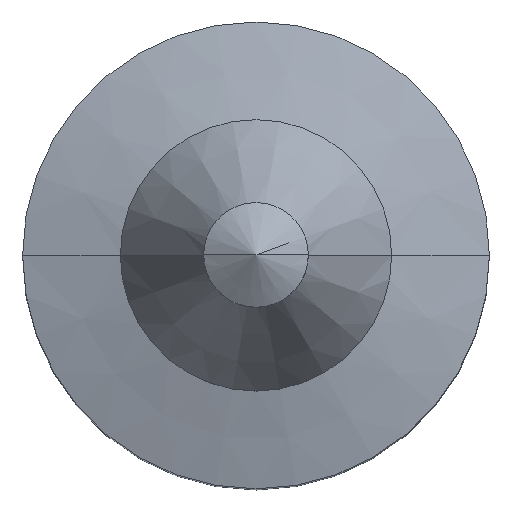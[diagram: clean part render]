
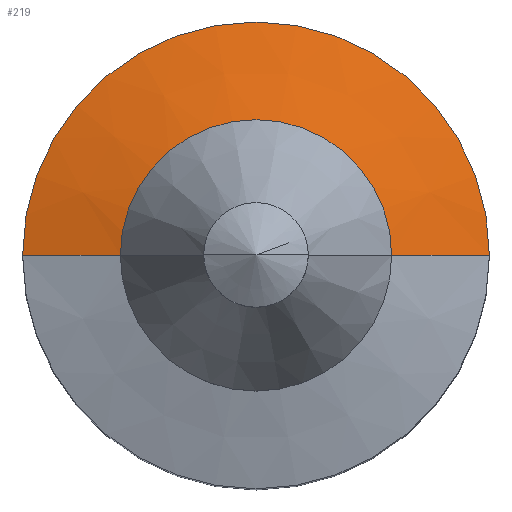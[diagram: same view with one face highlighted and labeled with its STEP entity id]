
A CAD part, top view. The second image highlights one B-rep face of the part: STEP entity #219.
In plain terms, the highlighted conical face has half-angle 75 degrees and reference radius 12.5 mm.
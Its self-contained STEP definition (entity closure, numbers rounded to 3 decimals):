
#35 = DIRECTION ( 'NONE',  ( -1., 0., 0. ) ) ;
#36 = DIRECTION ( 'NONE',  ( 0., 0., -1. ) ) ;
#37 = CIRCLE ( 'NONE', #64, 12.5 ) ;
#64 = AXIS2_PLACEMENT_3D ( 'NONE', #85, #36, #35 ) ;
#85 = CARTESIAN_POINT ( 'NONE',  ( 0., 0., 120. ) ) ;
#86 = CARTESIAN_POINT ( 'NONE',  ( -21.5, 0., 117.588 ) ) ;
#95 = VERTEX_POINT ( 'NONE', #433 ) ;
#96 = EDGE_LOOP ( 'NONE', ( #221, #220, #228, #321 ) ) ;
#219 = ADVANCED_FACE ( 'NONE', ( #648 ), #716, .T. ) ;
#220 = ORIENTED_EDGE ( 'NONE', *, *, #223, .T. ) ;
#221 = ORIENTED_EDGE ( 'NONE', *, *, #334, .T. ) ;
#223 = EDGE_CURVE ( 'NONE', #227, #95, #713, .T. ) ;
#224 = EDGE_CURVE ( 'NONE', #318, #332, #707, .T. ) ;
#227 = VERTEX_POINT ( 'NONE', #701 ) ;
#228 = ORIENTED_EDGE ( 'NONE', *, *, #238, .F. ) ;
#238 = EDGE_CURVE ( 'NONE', #332, #95, #542, .T. ) ;
#318 = VERTEX_POINT ( 'NONE', #845 ) ;
#321 = ORIENTED_EDGE ( 'NONE', *, *, #224, .F. ) ;
#332 = VERTEX_POINT ( 'NONE', #86 ) ;
#334 = EDGE_CURVE ( 'NONE', #318, #227, #37, .T. ) ;
#433 = CARTESIAN_POINT ( 'NONE',  ( 21.5, 0., 117.588 ) ) ;
#534 = DIRECTION ( 'NONE',  ( -1., 0., 0. ) ) ;
#535 = DIRECTION ( 'NONE',  ( 0., 0., -1. ) ) ;
#542 = CIRCLE ( 'NONE', #544, 21.5 ) ;
#544 = AXIS2_PLACEMENT_3D ( 'NONE', #554, #535, #534 ) ;
#554 = CARTESIAN_POINT ( 'NONE',  ( 0., 0., 117.588 ) ) ;
#602 = AXIS2_PLACEMENT_3D ( 'NONE', #610, #715, #649 ) ;
#610 = CARTESIAN_POINT ( 'NONE',  ( 0., 0., 120. ) ) ;
#648 = FACE_OUTER_BOUND ( 'NONE', #96, .T. ) ;
#649 = DIRECTION ( 'NONE',  ( -1., 0., 0. ) ) ;
#701 = CARTESIAN_POINT ( 'NONE',  ( 12.5, 0., 120. ) ) ;
#704 = DIRECTION ( 'NONE',  ( -0.966, 0., -0.259 ) ) ;
#705 = VECTOR ( 'NONE', #704, 1000. ) ;
#706 = CARTESIAN_POINT ( 'NONE',  ( -12.5, 0., 120. ) ) ;
#707 = LINE ( 'NONE', #706, #705 ) ;
#710 = DIRECTION ( 'NONE',  ( 0.966, 0., -0.259 ) ) ;
#711 = VECTOR ( 'NONE', #710, 1000. ) ;
#712 = CARTESIAN_POINT ( 'NONE',  ( 12.5, 0., 120. ) ) ;
#713 = LINE ( 'NONE', #712, #711 ) ;
#715 = DIRECTION ( 'NONE',  ( 0., 0., -1. ) ) ;
#716 = CONICAL_SURFACE ( 'NONE', #602, 12.5, 1.309 ) ;
#845 = CARTESIAN_POINT ( 'NONE',  ( -12.5, 0., 120. ) ) ;
